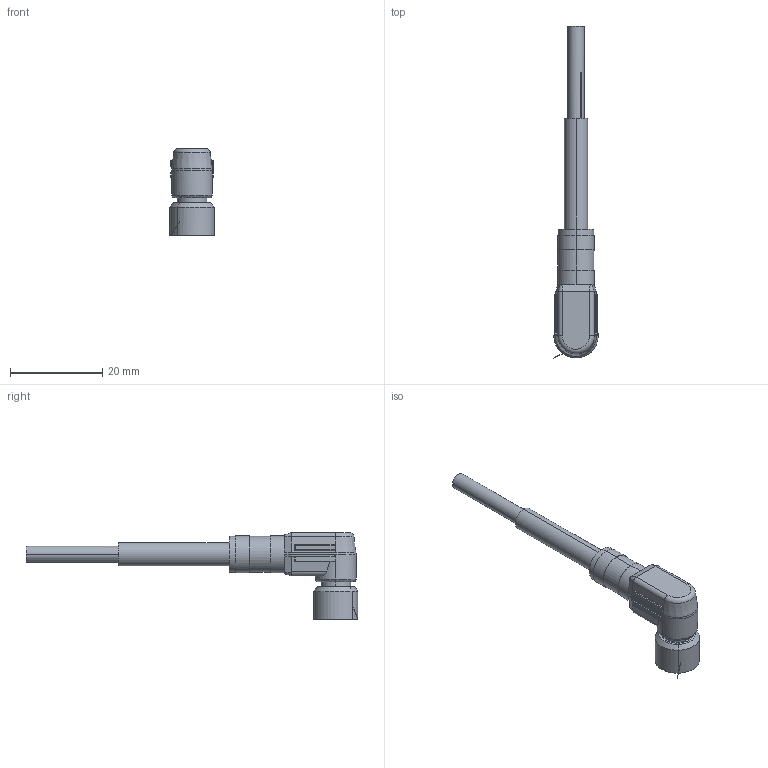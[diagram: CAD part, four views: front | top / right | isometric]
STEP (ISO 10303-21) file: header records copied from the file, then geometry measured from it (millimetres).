
FILE_DESCRIPTION(('CATIA V5 STEP Exchange','CAx-IF Rec.Pracs.--- Model Styling and Organization---1.4--- 2014-01-23'),'2;1');
FILE_NAME ('470053-3_0_2466640150_2466640150.stp','2020-08-24T15:25:55+00:00',('none'),('Weidmueller'),'CATIA Version 5-6 Release 2016 SP3 HF44','CATIA V5 STEP AP214','none');
FILE_SCHEMA(('AUTOMOTIVE_DESIGN { 1 0 10303 214 1 1 1 1 }'));
Length unit declared in the file: millimetre
Products named in the file (1): 2466640150
Bounding box: 9.6 x 71.9 x 18.8 mm (x, y, z)
Volume: 2866.9 mm3; surface area: 2173.8 mm2
Topology: 2 solids, 2 shells, 218 faces, 529 edges, 311 vertices
Faces by surface type: cylinder 101, plane 64, torus 23, sphere 16, cone 9, bspline 5
Entity records: 6846 total; most frequent: CARTESIAN_POINT 2173, ORIENTED_EDGE 1026, DIRECTION 794, EDGE_CURVE 513, AXIS2_PLACEMENT_3D 382, VERTEX_POINT 311, EDGE_LOOP 232, ADVANCED_FACE 218
